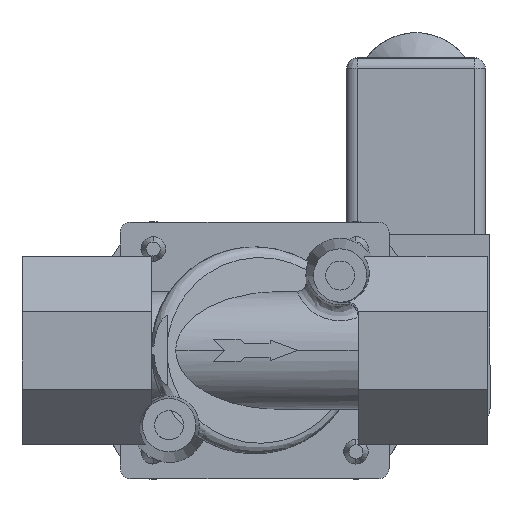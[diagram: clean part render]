
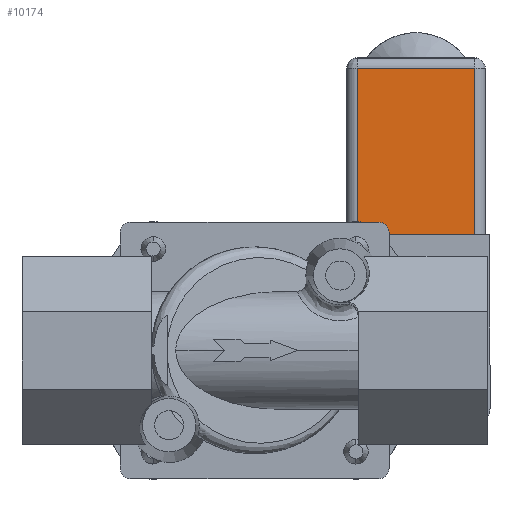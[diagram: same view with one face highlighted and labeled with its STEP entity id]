
A CAD part, front view. The second image highlights one B-rep face of the part: STEP entity #10174.
In plain terms, the highlighted planar face has unit normal (0, -1, 0).
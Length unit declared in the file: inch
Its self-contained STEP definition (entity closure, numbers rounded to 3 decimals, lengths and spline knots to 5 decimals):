
#806 = EDGE_CURVE ( 'NONE', #47509, #12281, #44123, .T. ) ;
#3345 = EDGE_CURVE ( 'NONE', #12281, #29747, #20197, .T. ) ;
#6845 = CARTESIAN_POINT ( 'NONE',  ( 0.6, 1.329, 1.649 ) ) ;
#8811 = EDGE_CURVE ( 'NONE', #18502, #29747, #19729, .T. ) ;
#9251 = EDGE_LOOP ( 'NONE', ( #47501, #9938, #40150, #28474 ) ) ;
#9369 = VECTOR ( 'NONE', #45525, 39.37008 ) ;
#9491 = CARTESIAN_POINT ( 'NONE',  ( 0.943, 1.329, 1.184 ) ) ;
#9938 = ORIENTED_EDGE ( 'NONE', *, *, #3345, .F. ) ;
#10174 = ADVANCED_FACE ( 'NONE', ( #49294 ), #17317, .T. ) ;
#12281 = VERTEX_POINT ( 'NONE', #45719 ) ;
#14078 = DIRECTION ( 'NONE',  ( -1., 0., 0. ) ) ;
#15083 = CARTESIAN_POINT ( 'NONE',  ( 0.6, 1.329, 0.9205 ) ) ;
#15348 = CARTESIAN_POINT ( 'NONE',  ( 1.286, 1.329, 1.184 ) ) ;
#16172 = CARTESIAN_POINT ( 'NONE',  ( 1.286, 1.329, 0.677 ) ) ;
#17317 = PLANE ( 'NONE',  #40453 ) ;
#18502 = VERTEX_POINT ( 'NONE', #36739 ) ;
#18981 = DIRECTION ( 'NONE',  ( 0., 0., 1. ) ) ;
#19225 = DIRECTION ( 'NONE',  ( 0., 0., 1. ) ) ;
#19729 = LINE ( 'NONE', #21794, #9369 ) ;
#20197 = LINE ( 'NONE', #15083, #29314 ) ;
#21230 = DIRECTION ( 'NONE',  ( 1., 0., 0. ) ) ;
#21794 = CARTESIAN_POINT ( 'NONE',  ( 0.943, 1.329, 1.649 ) ) ;
#28164 = EDGE_CURVE ( 'NONE', #47509, #18502, #29988, .T. ) ;
#28474 = ORIENTED_EDGE ( 'NONE', *, *, #28164, .T. ) ;
#29314 = VECTOR ( 'NONE', #18981, 39.37008 ) ;
#29747 = VERTEX_POINT ( 'NONE', #6845 ) ;
#29988 = LINE ( 'NONE', #15348, #39077 ) ;
#36739 = CARTESIAN_POINT ( 'NONE',  ( 1.286, 1.329, 1.649 ) ) ;
#39077 = VECTOR ( 'NONE', #19225, 39.37008 ) ;
#40150 = ORIENTED_EDGE ( 'NONE', *, *, #806, .F. ) ;
#40453 = AXIS2_PLACEMENT_3D ( 'NONE', #9491, #44449, #21230 ) ;
#41188 = CARTESIAN_POINT ( 'NONE',  ( 1.376, 1.329, 0.677 ) ) ;
#41694 = VECTOR ( 'NONE', #14078, 39.37008 ) ;
#44123 = LINE ( 'NONE', #41188, #41694 ) ;
#44449 = DIRECTION ( 'NONE',  ( 0., -1., 0. ) ) ;
#45525 = DIRECTION ( 'NONE',  ( -1., 0., 0. ) ) ;
#45719 = CARTESIAN_POINT ( 'NONE',  ( 0.6, 1.329, 0.677 ) ) ;
#47501 = ORIENTED_EDGE ( 'NONE', *, *, #8811, .T. ) ;
#47509 = VERTEX_POINT ( 'NONE', #16172 ) ;
#49294 = FACE_OUTER_BOUND ( 'NONE', #9251, .T. ) ;
